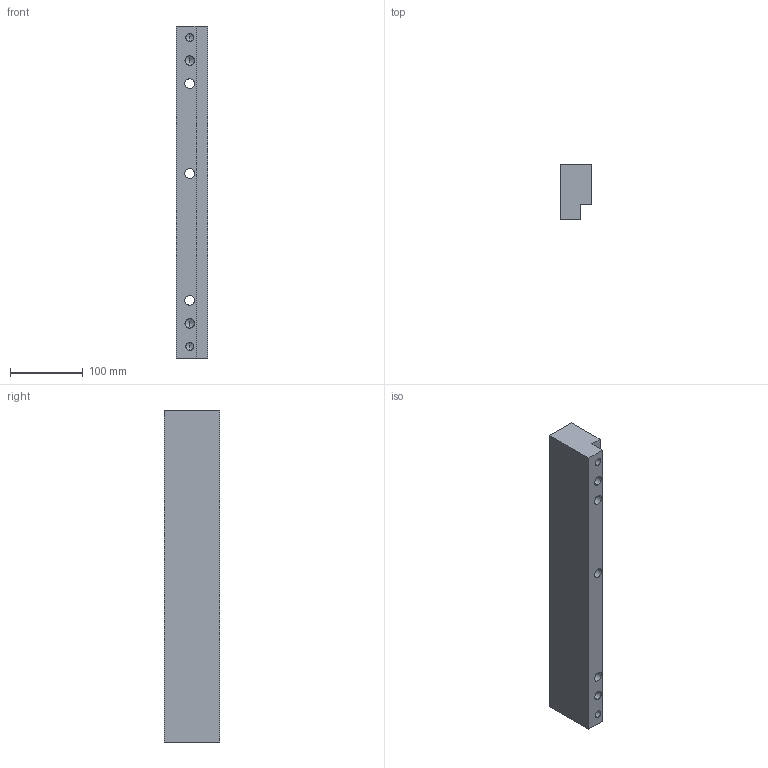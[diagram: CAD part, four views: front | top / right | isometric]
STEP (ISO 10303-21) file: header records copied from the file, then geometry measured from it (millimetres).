
FILE_DESCRIPTION (( 'STEP AP214' ), '1' );
FILE_NAME ('common_shapes3.STEP', '2025-11-11T06:28:17', ( '' ), ( '' ), 'SwSTEP 2.0', 'SolidWorks 2025', '' );
FILE_SCHEMA (( 'AUTOMOTIVE_DESIGN' ));
Length unit declared in the file: inch
Products named in the file (1): common_shapes3
Bounding box: 42.86 x 76.2 x 457.2 mm (x, y, z)
Volume: 1298578.8 mm3; surface area: 127420.5 mm2
Topology: 1 solids, 1 shells, 37 faces, 90 edges, 52 vertices
Faces by surface type: cylinder 16, cone 12, plane 9
Entity records: 1067 total; most frequent: DIRECTION 194, CARTESIAN_POINT 172, ORIENTED_EDGE 164, EDGE_CURVE 82, AXIS2_PLACEMENT_3D 74, VERTEX_POINT 52, EDGE_LOOP 48, VECTOR 46
